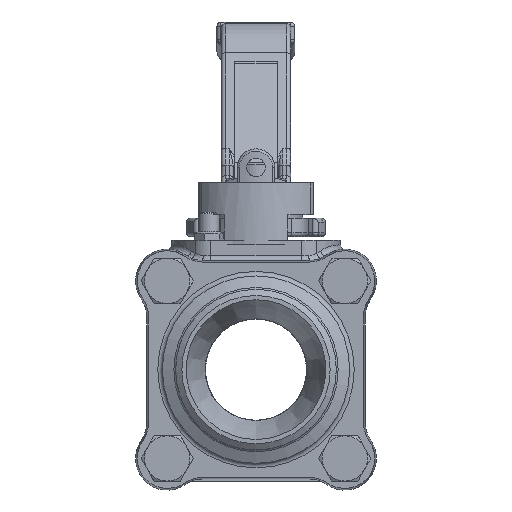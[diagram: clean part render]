
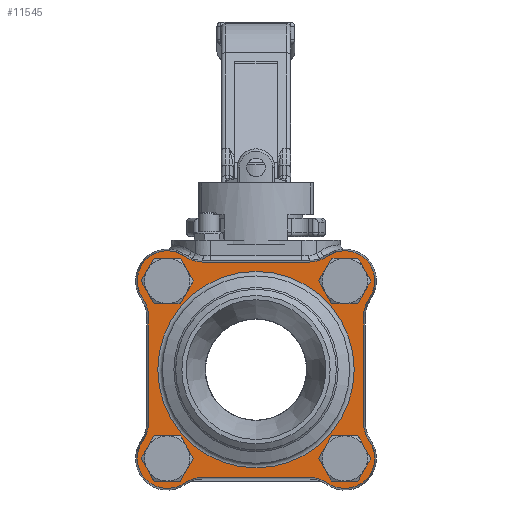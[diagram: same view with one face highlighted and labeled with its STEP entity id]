
A CAD part, front view. The second image highlights one B-rep face of the part: STEP entity #11545.
In plain terms, the highlighted face is planar.
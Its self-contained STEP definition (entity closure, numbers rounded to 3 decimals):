
#640=LINE('',#18057,#1563);
#645=LINE('',#18073,#1568);
#646=LINE('',#18105,#1569);
#647=LINE('',#18112,#1570);
#1563=VECTOR('',#14126,39.562);
#1568=VECTOR('',#14145,39.562);
#1569=VECTOR('',#14184,39.562);
#1570=VECTOR('',#14191,39.562);
#2462=PLANE('',#12445);
#2792=FACE_BOUND('',#3762,.T.);
#2793=FACE_BOUND('',#3763,.T.);
#2794=FACE_BOUND('',#3764,.T.);
#2795=FACE_BOUND('',#3765,.T.);
#2796=FACE_BOUND('',#3766,.T.);
#3001=FACE_OUTER_BOUND('',#3761,.T.);
#3761=EDGE_LOOP('',(#8406,#8407,#8408,#8409,#8410,#8411,#8412,#8413,#8414,
#8415,#8416,#8417,#8418,#8419,#8420,#8421));
#3762=EDGE_LOOP('',(#8422));
#3763=EDGE_LOOP('',(#8423));
#3764=EDGE_LOOP('',(#8424));
#3765=EDGE_LOOP('',(#8425));
#3766=EDGE_LOOP('',(#8426));
#4535=CIRCLE('',#12417,12.525);
#4536=CIRCLE('',#12419,11.275);
#4537=CIRCLE('',#12421,12.525);
#4538=CIRCLE('',#12424,12.525);
#4539=CIRCLE('',#12426,11.275);
#4540=CIRCLE('',#12428,12.525);
#4548=CIRCLE('',#12443,36.875);
#4549=CIRCLE('',#12446,12.525);
#4550=CIRCLE('',#12447,11.275);
#4551=CIRCLE('',#12448,12.525);
#4552=CIRCLE('',#12449,12.525);
#4553=CIRCLE('',#12450,11.275);
#4554=CIRCLE('',#12451,12.525);
#4555=CIRCLE('',#12452,5.25);
#4556=CIRCLE('',#12453,5.25);
#4557=CIRCLE('',#12454,5.25);
#4558=CIRCLE('',#12455,5.25);
#5181=VERTEX_POINT('',#18041);
#5182=VERTEX_POINT('',#18043);
#5183=VERTEX_POINT('',#18047);
#5184=VERTEX_POINT('',#18051);
#5185=VERTEX_POINT('',#18055);
#5186=VERTEX_POINT('',#18059);
#5187=VERTEX_POINT('',#18063);
#5188=VERTEX_POINT('',#18067);
#5189=VERTEX_POINT('',#18071);
#5197=VERTEX_POINT('',#18094);
#5198=VERTEX_POINT('',#18098);
#5199=VERTEX_POINT('',#18100);
#5200=VERTEX_POINT('',#18102);
#5201=VERTEX_POINT('',#18104);
#5202=VERTEX_POINT('',#18106);
#5203=VERTEX_POINT('',#18108);
#5204=VERTEX_POINT('',#18110);
#5205=VERTEX_POINT('',#18113);
#5206=VERTEX_POINT('',#18115);
#5207=VERTEX_POINT('',#18117);
#5208=VERTEX_POINT('',#18119);
#6369=EDGE_CURVE('',#5181,#5182,#4535,.T.);
#6372=EDGE_CURVE('',#5183,#5181,#4536,.T.);
#6374=EDGE_CURVE('',#5184,#5183,#4537,.T.);
#6376=EDGE_CURVE('',#5185,#5184,#640,.T.);
#6378=EDGE_CURVE('',#5186,#5185,#4538,.T.);
#6380=EDGE_CURVE('',#5187,#5186,#4539,.T.);
#6382=EDGE_CURVE('',#5188,#5187,#4540,.T.);
#6384=EDGE_CURVE('',#5189,#5188,#645,.T.);
#6392=EDGE_CURVE('',#5197,#5197,#4548,.T.);
#6393=EDGE_CURVE('',#5198,#5189,#4549,.T.);
#6394=EDGE_CURVE('',#5199,#5198,#4550,.T.);
#6395=EDGE_CURVE('',#5200,#5199,#4551,.T.);
#6396=EDGE_CURVE('',#5201,#5200,#646,.T.);
#6397=EDGE_CURVE('',#5202,#5201,#4552,.T.);
#6398=EDGE_CURVE('',#5203,#5202,#4553,.T.);
#6399=EDGE_CURVE('',#5204,#5203,#4554,.T.);
#6400=EDGE_CURVE('',#5182,#5204,#647,.T.);
#6401=EDGE_CURVE('',#5205,#5205,#4555,.T.);
#6402=EDGE_CURVE('',#5206,#5206,#4556,.T.);
#6403=EDGE_CURVE('',#5207,#5207,#4557,.T.);
#6404=EDGE_CURVE('',#5208,#5208,#4558,.T.);
#8406=ORIENTED_EDGE('',*,*,#6393,.F.);
#8407=ORIENTED_EDGE('',*,*,#6394,.F.);
#8408=ORIENTED_EDGE('',*,*,#6395,.F.);
#8409=ORIENTED_EDGE('',*,*,#6396,.F.);
#8410=ORIENTED_EDGE('',*,*,#6397,.F.);
#8411=ORIENTED_EDGE('',*,*,#6398,.F.);
#8412=ORIENTED_EDGE('',*,*,#6399,.F.);
#8413=ORIENTED_EDGE('',*,*,#6400,.F.);
#8414=ORIENTED_EDGE('',*,*,#6369,.F.);
#8415=ORIENTED_EDGE('',*,*,#6372,.F.);
#8416=ORIENTED_EDGE('',*,*,#6374,.F.);
#8417=ORIENTED_EDGE('',*,*,#6376,.F.);
#8418=ORIENTED_EDGE('',*,*,#6378,.F.);
#8419=ORIENTED_EDGE('',*,*,#6380,.F.);
#8420=ORIENTED_EDGE('',*,*,#6382,.F.);
#8421=ORIENTED_EDGE('',*,*,#6384,.F.);
#8422=ORIENTED_EDGE('',*,*,#6401,.T.);
#8423=ORIENTED_EDGE('',*,*,#6402,.T.);
#8424=ORIENTED_EDGE('',*,*,#6403,.T.);
#8425=ORIENTED_EDGE('',*,*,#6404,.T.);
#8426=ORIENTED_EDGE('',*,*,#6392,.F.);
#11545=ADVANCED_FACE('',(#3001,#2792,#2793,#2794,#2795,#2796),#2462,.T.);
#12417=AXIS2_PLACEMENT_3D('',#18044,#14110,#14111);
#12419=AXIS2_PLACEMENT_3D('',#18049,#14116,#14117);
#12421=AXIS2_PLACEMENT_3D('',#18053,#14121,#14122);
#12424=AXIS2_PLACEMENT_3D('',#18061,#14130,#14131);
#12426=AXIS2_PLACEMENT_3D('',#18065,#14135,#14136);
#12428=AXIS2_PLACEMENT_3D('',#18069,#14140,#14141);
#12443=AXIS2_PLACEMENT_3D('',#18095,#14172,#14173);
#12445=AXIS2_PLACEMENT_3D('',#18097,#14176,#14177);
#12446=AXIS2_PLACEMENT_3D('',#18099,#14178,#14179);
#12447=AXIS2_PLACEMENT_3D('',#18101,#14180,#14181);
#12448=AXIS2_PLACEMENT_3D('',#18103,#14182,#14183);
#12449=AXIS2_PLACEMENT_3D('',#18107,#14185,#14186);
#12450=AXIS2_PLACEMENT_3D('',#18109,#14187,#14188);
#12451=AXIS2_PLACEMENT_3D('',#18111,#14189,#14190);
#12452=AXIS2_PLACEMENT_3D('',#18114,#14192,#14193);
#12453=AXIS2_PLACEMENT_3D('',#18116,#14194,#14195);
#12454=AXIS2_PLACEMENT_3D('',#18118,#14196,#14197);
#12455=AXIS2_PLACEMENT_3D('',#18120,#14198,#14199);
#14110=DIRECTION('center_axis',(0.,1.,0.));
#14111=DIRECTION('ref_axis',(-0.822,0.,-0.57));
#14116=DIRECTION('center_axis',(0.,-1.,0.));
#14117=DIRECTION('ref_axis',(-0.822,0.,-0.57));
#14121=DIRECTION('center_axis',(0.,1.,0.));
#14122=DIRECTION('ref_axis',(0.,0.,1.));
#14126=DIRECTION('',(1.,0.,0.));
#14130=DIRECTION('center_axis',(0.,1.,0.));
#14131=DIRECTION('ref_axis',(-0.57,0.,0.822));
#14135=DIRECTION('center_axis',(0.,-1.,0.));
#14136=DIRECTION('ref_axis',(-0.57,0.,0.822));
#14140=DIRECTION('center_axis',(0.,1.,0.));
#14141=DIRECTION('ref_axis',(1.,0.,0.));
#14145=DIRECTION('',(0.,0.,-1.));
#14172=DIRECTION('center_axis',(0.,1.,0.));
#14173=DIRECTION('ref_axis',(0.,0.,1.));
#14176=DIRECTION('center_axis',(0.,1.,0.));
#14177=DIRECTION('ref_axis',(0.,0.,1.));
#14178=DIRECTION('center_axis',(0.,1.,0.));
#14179=DIRECTION('ref_axis',(0.822,0.,0.57));
#14180=DIRECTION('center_axis',(0.,-1.,0.));
#14181=DIRECTION('ref_axis',(0.822,0.,0.57));
#14182=DIRECTION('center_axis',(0.,1.,0.));
#14183=DIRECTION('ref_axis',(0.,0.,-1.));
#14184=DIRECTION('',(-1.,0.,0.));
#14185=DIRECTION('center_axis',(0.,1.,0.));
#14186=DIRECTION('ref_axis',(0.57,0.,-0.822));
#14187=DIRECTION('center_axis',(0.,-1.,0.));
#14188=DIRECTION('ref_axis',(0.57,0.,-0.822));
#14189=DIRECTION('center_axis',(0.,1.,0.));
#14190=DIRECTION('ref_axis',(-1.,0.,0.));
#14191=DIRECTION('',(0.,0.,1.));
#14192=DIRECTION('center_axis',(0.,-1.,0.));
#14193=DIRECTION('ref_axis',(1.,0.,0.));
#14194=DIRECTION('center_axis',(0.,-1.,0.));
#14195=DIRECTION('ref_axis',(0.,0.,-1.));
#14196=DIRECTION('center_axis',(0.,-1.,0.));
#14197=DIRECTION('ref_axis',(-1.,0.,0.));
#14198=DIRECTION('center_axis',(0.,-1.,0.));
#14199=DIRECTION('ref_axis',(0.,0.,1.));
#18041=CARTESIAN_POINT('',(42.606,11.925,-26.917));
#18043=CARTESIAN_POINT('',(40.375,11.925,-19.781));
#18044=CARTESIAN_POINT('Origin',(52.9,11.925,-19.781));
#18047=CARTESIAN_POINT('',(26.917,11.925,-42.606));
#18049=CARTESIAN_POINT('Origin',(33.34,11.925,-33.34));
#18051=CARTESIAN_POINT('',(19.781,11.925,-40.375));
#18053=CARTESIAN_POINT('Origin',(19.781,11.925,-52.9));
#18055=CARTESIAN_POINT('',(-19.781,11.925,-40.375));
#18057=CARTESIAN_POINT('',(-19.781,11.925,-40.375));
#18059=CARTESIAN_POINT('',(-26.917,11.925,-42.606));
#18061=CARTESIAN_POINT('Origin',(-19.781,11.925,-52.9));
#18063=CARTESIAN_POINT('',(-42.606,11.925,-26.917));
#18065=CARTESIAN_POINT('Origin',(-33.34,11.925,-33.34));
#18067=CARTESIAN_POINT('',(-40.375,11.925,-19.781));
#18069=CARTESIAN_POINT('Origin',(-52.9,11.925,-19.781));
#18071=CARTESIAN_POINT('',(-40.375,11.925,19.781));
#18073=CARTESIAN_POINT('',(-40.375,11.925,19.781));
#18094=CARTESIAN_POINT('',(0.,11.925,-36.875));
#18095=CARTESIAN_POINT('Origin',(0.,11.925,0.));
#18097=CARTESIAN_POINT('Origin',(0.,11.925,0.));
#18098=CARTESIAN_POINT('',(-42.606,11.925,26.917));
#18099=CARTESIAN_POINT('Origin',(-52.9,11.925,19.781));
#18100=CARTESIAN_POINT('',(-26.917,11.925,42.606));
#18101=CARTESIAN_POINT('Origin',(-33.34,11.925,33.34));
#18102=CARTESIAN_POINT('',(-19.781,11.925,40.375));
#18103=CARTESIAN_POINT('Origin',(-19.781,11.925,52.9));
#18104=CARTESIAN_POINT('',(19.781,11.925,40.375));
#18105=CARTESIAN_POINT('',(19.781,11.925,40.375));
#18106=CARTESIAN_POINT('',(26.917,11.925,42.606));
#18107=CARTESIAN_POINT('Origin',(19.781,11.925,52.9));
#18108=CARTESIAN_POINT('',(42.606,11.925,26.917));
#18109=CARTESIAN_POINT('Origin',(33.34,11.925,33.34));
#18110=CARTESIAN_POINT('',(40.375,11.925,19.781));
#18111=CARTESIAN_POINT('Origin',(52.9,11.925,19.781));
#18112=CARTESIAN_POINT('',(40.375,11.925,-19.781));
#18113=CARTESIAN_POINT('',(-38.59,11.925,33.34));
#18114=CARTESIAN_POINT('Origin',(-33.34,11.925,33.34));
#18115=CARTESIAN_POINT('',(33.34,11.925,38.59));
#18116=CARTESIAN_POINT('Origin',(33.34,11.925,33.34));
#18117=CARTESIAN_POINT('',(38.59,11.925,-33.34));
#18118=CARTESIAN_POINT('Origin',(33.34,11.925,-33.34));
#18119=CARTESIAN_POINT('',(-33.34,11.925,-38.59));
#18120=CARTESIAN_POINT('Origin',(-33.34,11.925,-33.34));
